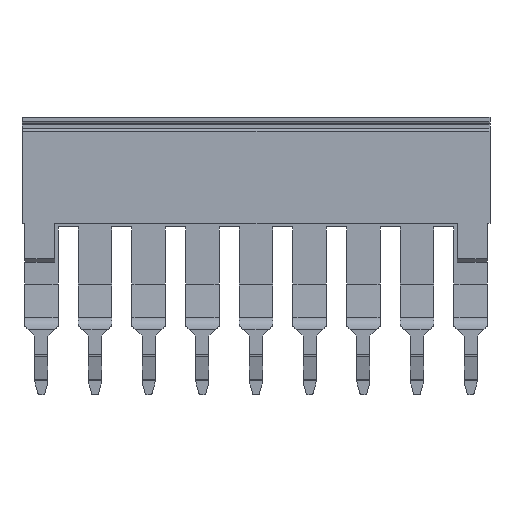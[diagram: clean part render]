
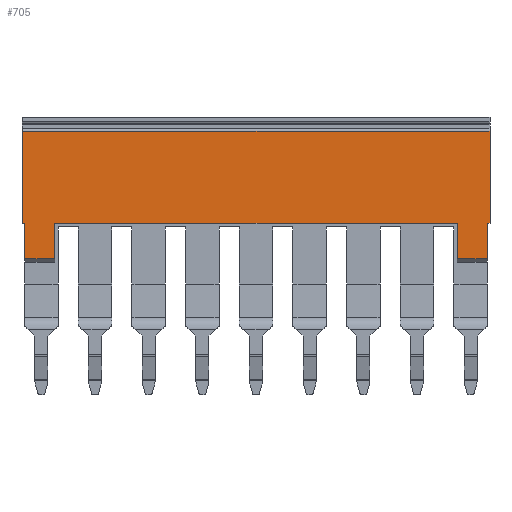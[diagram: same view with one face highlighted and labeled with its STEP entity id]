
A CAD part, front view. The second image highlights one B-rep face of the part: STEP entity #705.
In plain terms, the highlighted planar face has unit normal (0, -1, 0).
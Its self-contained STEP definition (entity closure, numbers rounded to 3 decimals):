
#647=AXIS2_PLACEMENT_3D('Plane Axis2P3D',#644,#645,#646) ;
#36=CARTESIAN_POINT('Line Origine',(29.65,0.4,15.5)) ;
#40=CARTESIAN_POINT('Vertex',(0.3,0.4,15.5)) ;
#42=CARTESIAN_POINT('Vertex',(3.7,0.4,15.5)) ;
#144=CARTESIAN_POINT('Vertex',(0.3,0.4,19.5)) ;
#152=CARTESIAN_POINT('Line Origine',(0.3,0.4,17.5)) ;
#177=CARTESIAN_POINT('Vertex',(0.,0.4,19.5)) ;
#185=CARTESIAN_POINT('Line Origine',(0.15,0.4,19.5)) ;
#202=CARTESIAN_POINT('Line Origine',(0.,0.4,24.75)) ;
#206=CARTESIAN_POINT('Vertex',(0.,0.4,30.)) ;
#340=CARTESIAN_POINT('Vertex',(3.7,0.4,19.5)) ;
#343=CARTESIAN_POINT('Line Origine',(3.7,0.4,17.5)) ;
#609=CARTESIAN_POINT('Line Origine',(53.05,0.4,30.)) ;
#613=CARTESIAN_POINT('Vertex',(52.9,0.4,30.)) ;
#615=CARTESIAN_POINT('Vertex',(53.2,0.4,30.)) ;
#623=CARTESIAN_POINT('Line Origine',(0.15,0.4,30.)) ;
#627=CARTESIAN_POINT('Vertex',(0.3,0.4,30.)) ;
#630=CARTESIAN_POINT('Line Origine',(26.6,0.4,30.)) ;
#644=CARTESIAN_POINT('Axis2P3D Location',(57.1,0.4,19.5)) ;
#649=CARTESIAN_POINT('Line Origine',(26.6,0.4,19.5)) ;
#653=CARTESIAN_POINT('Vertex',(49.5,0.4,19.5)) ;
#656=CARTESIAN_POINT('Line Origine',(49.5,0.4,17.5)) ;
#660=CARTESIAN_POINT('Vertex',(49.5,0.4,15.5)) ;
#663=CARTESIAN_POINT('Line Origine',(51.2,0.4,15.5)) ;
#667=CARTESIAN_POINT('Vertex',(52.9,0.4,15.5)) ;
#670=CARTESIAN_POINT('Line Origine',(52.9,0.4,17.5)) ;
#674=CARTESIAN_POINT('Vertex',(52.9,0.4,19.5)) ;
#677=CARTESIAN_POINT('Line Origine',(53.05,0.4,19.5)) ;
#681=CARTESIAN_POINT('Vertex',(53.2,0.4,19.5)) ;
#684=CARTESIAN_POINT('Line Origine',(53.2,0.4,24.75)) ;
#37=DIRECTION('Vector Direction',(-1.,0.,0.)) ;
#153=DIRECTION('Vector Direction',(0.,0.,-1.)) ;
#186=DIRECTION('Vector Direction',(-1.,0.,0.)) ;
#203=DIRECTION('Vector Direction',(0.,0.,-1.)) ;
#344=DIRECTION('Vector Direction',(0.,0.,1.)) ;
#610=DIRECTION('Vector Direction',(-1.,0.,0.)) ;
#624=DIRECTION('Vector Direction',(-1.,0.,0.)) ;
#631=DIRECTION('Vector Direction',(-1.,0.,0.)) ;
#645=DIRECTION('Axis2P3D Direction',(0.,-1.,0.)) ;
#646=DIRECTION('Axis2P3D XDirection',(0.,0.,1.)) ;
#650=DIRECTION('Vector Direction',(1.,0.,0.)) ;
#657=DIRECTION('Vector Direction',(0.,0.,1.)) ;
#664=DIRECTION('Vector Direction',(1.,0.,0.)) ;
#671=DIRECTION('Vector Direction',(0.,0.,-1.)) ;
#678=DIRECTION('Vector Direction',(-1.,0.,0.)) ;
#685=DIRECTION('Vector Direction',(0.,0.,-1.)) ;
#38=VECTOR('Line Direction',#37,1.) ;
#154=VECTOR('Line Direction',#153,1.) ;
#187=VECTOR('Line Direction',#186,1.) ;
#204=VECTOR('Line Direction',#203,1.) ;
#345=VECTOR('Line Direction',#344,1.) ;
#611=VECTOR('Line Direction',#610,1.) ;
#625=VECTOR('Line Direction',#624,1.) ;
#632=VECTOR('Line Direction',#631,1.) ;
#651=VECTOR('Line Direction',#650,1.) ;
#658=VECTOR('Line Direction',#657,1.) ;
#665=VECTOR('Line Direction',#664,1.) ;
#672=VECTOR('Line Direction',#671,1.) ;
#679=VECTOR('Line Direction',#678,1.) ;
#686=VECTOR('Line Direction',#685,1.) ;
#690=ORIENTED_EDGE('',*,*,#634,.T.) ;
#691=ORIENTED_EDGE('',*,*,#629,.T.) ;
#692=ORIENTED_EDGE('',*,*,#208,.T.) ;
#693=ORIENTED_EDGE('',*,*,#189,.F.) ;
#694=ORIENTED_EDGE('',*,*,#156,.T.) ;
#695=ORIENTED_EDGE('',*,*,#44,.T.) ;
#696=ORIENTED_EDGE('',*,*,#347,.T.) ;
#697=ORIENTED_EDGE('',*,*,#655,.F.) ;
#698=ORIENTED_EDGE('',*,*,#662,.F.) ;
#699=ORIENTED_EDGE('',*,*,#669,.F.) ;
#700=ORIENTED_EDGE('',*,*,#676,.F.) ;
#701=ORIENTED_EDGE('',*,*,#683,.T.) ;
#702=ORIENTED_EDGE('',*,*,#688,.F.) ;
#703=ORIENTED_EDGE('',*,*,#617,.F.) ;
#705=ADVANCED_FACE('Kunststoff',(#704),#648,.T.) ;
#44=EDGE_CURVE('',#41,#43,#39,.F.) ;
#156=EDGE_CURVE('',#145,#41,#155,.T.) ;
#189=EDGE_CURVE('',#145,#178,#188,.T.) ;
#208=EDGE_CURVE('',#207,#178,#205,.T.) ;
#347=EDGE_CURVE('',#43,#341,#346,.T.) ;
#617=EDGE_CURVE('',#614,#616,#612,.F.) ;
#629=EDGE_CURVE('',#628,#207,#626,.T.) ;
#634=EDGE_CURVE('',#614,#628,#633,.T.) ;
#655=EDGE_CURVE('',#654,#341,#652,.F.) ;
#662=EDGE_CURVE('',#661,#654,#659,.T.) ;
#669=EDGE_CURVE('',#668,#661,#666,.F.) ;
#676=EDGE_CURVE('',#675,#668,#673,.T.) ;
#683=EDGE_CURVE('',#675,#682,#680,.F.) ;
#688=EDGE_CURVE('',#616,#682,#687,.T.) ;
#689=EDGE_LOOP('',(#690,#691,#692,#693,#694,#695,#696,#697,#698,#699,#700,#701,#702,#703)) ;
#704=FACE_OUTER_BOUND('',#689,.T.) ;
#39=LINE('Line',#36,#38) ;
#155=LINE('Line',#152,#154) ;
#188=LINE('Line',#185,#187) ;
#205=LINE('Line',#202,#204) ;
#346=LINE('Line',#343,#345) ;
#612=LINE('Line',#609,#611) ;
#626=LINE('Line',#623,#625) ;
#633=LINE('Line',#630,#632) ;
#652=LINE('Line',#649,#651) ;
#659=LINE('Line',#656,#658) ;
#666=LINE('Line',#663,#665) ;
#673=LINE('Line',#670,#672) ;
#680=LINE('Line',#677,#679) ;
#687=LINE('Line',#684,#686) ;
#648=PLANE('',#647) ;
#41=VERTEX_POINT('',#40) ;
#43=VERTEX_POINT('',#42) ;
#145=VERTEX_POINT('',#144) ;
#178=VERTEX_POINT('',#177) ;
#207=VERTEX_POINT('',#206) ;
#341=VERTEX_POINT('',#340) ;
#614=VERTEX_POINT('',#613) ;
#616=VERTEX_POINT('',#615) ;
#628=VERTEX_POINT('',#627) ;
#654=VERTEX_POINT('',#653) ;
#661=VERTEX_POINT('',#660) ;
#668=VERTEX_POINT('',#667) ;
#675=VERTEX_POINT('',#674) ;
#682=VERTEX_POINT('',#681) ;
